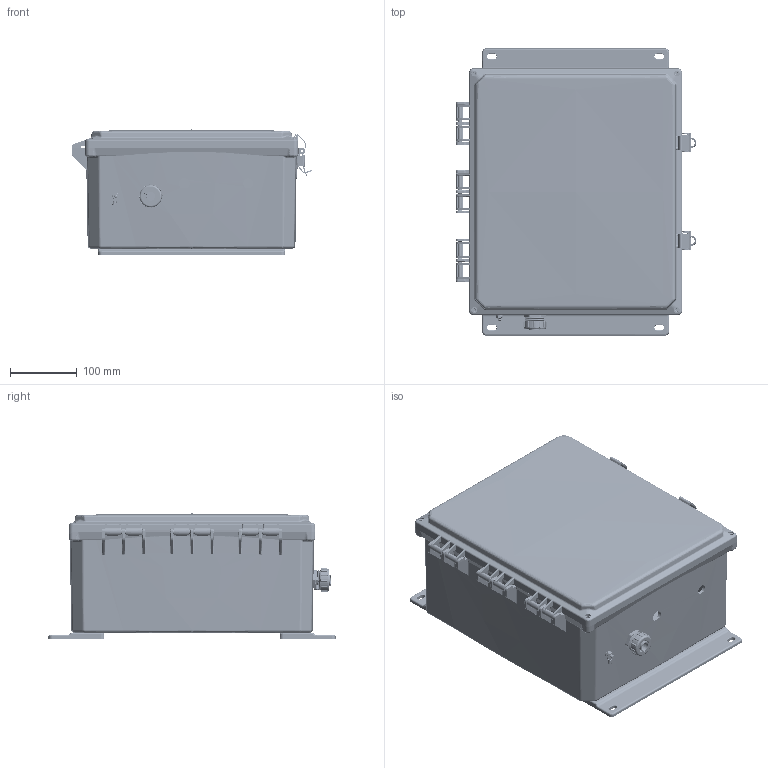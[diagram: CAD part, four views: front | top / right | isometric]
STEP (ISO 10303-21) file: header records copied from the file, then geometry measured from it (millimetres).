
FILE_DESCRIPTION (( 'STEP AP214' ), '1' );
FILE_NAME ('TEBWPC141206-02.step', '2020-06-13T14:24:58', ( '' ), ( '' ), 'SwSTEP 2.0', 'SolidWorks 2018', '' );
FILE_SCHEMA (( 'AUTOMOTIVE_DESIGN' ));
Length unit declared in the file: millimetre
Products named in the file (17): XCT-0005; NBPC14-W-LID; NBBPC141206_box assy; XFW-0002; NBBPC141206_12IN-MNT-FLANGE; NBBWPC141206; NBBPC141206_Latch; XNBBWPC141206-01; Integra-Bottom Insert; XFS-0026; XC-0003; XCT-0010^TEBWPC141206-02; XFN-0003; Integra-Upper Insert; TEBWPC141206-02; CT-0011^TEBWPC141206-02; NBBPC141206_Box
Assembly tree (25 placements, depth 5):
  TEBWPC141206-02
    XNBBWPC141206-01
      NBBWPC141206
        NBBPC141206_box assy
          NBBPC141206_Box
          Integra-Upper Insert  x4
          Integra-Bottom Insert  x4
        NBPC14-W-LID
        NBBPC141206_Latch  x2
        NBBPC141206_12IN-MNT-FLANGE  x2
    XCT-0010^TEBWPC141206-02
    XFS-0026
    XFW-0002
    XFN-0003  x2
    XCT-0005
    CT-0011^TEBWPC141206-02
    XC-0003
Bounding box: 360.69 x 430.53 x 187.45 mm (x, y, z)
Volume: 933389.3 mm3; surface area: 1133777.6 mm2
Topology: 25 solids, 31 shells, 5708 faces, 13998 edges, 8139 vertices
Faces by surface type: cylinder 2009, bspline 1525, plane 1282, cone 750, torus 142
Entity records: 219185 total; most frequent: CARTESIAN_POINT 127208, ORIENTED_EDGE 20452, DIRECTION 14674, EDGE_CURVE 10234, VERTEX_POINT 6098, AXIS2_PLACEMENT_3D 5395, EDGE_LOOP 4406, ADVANCED_FACE 4241
